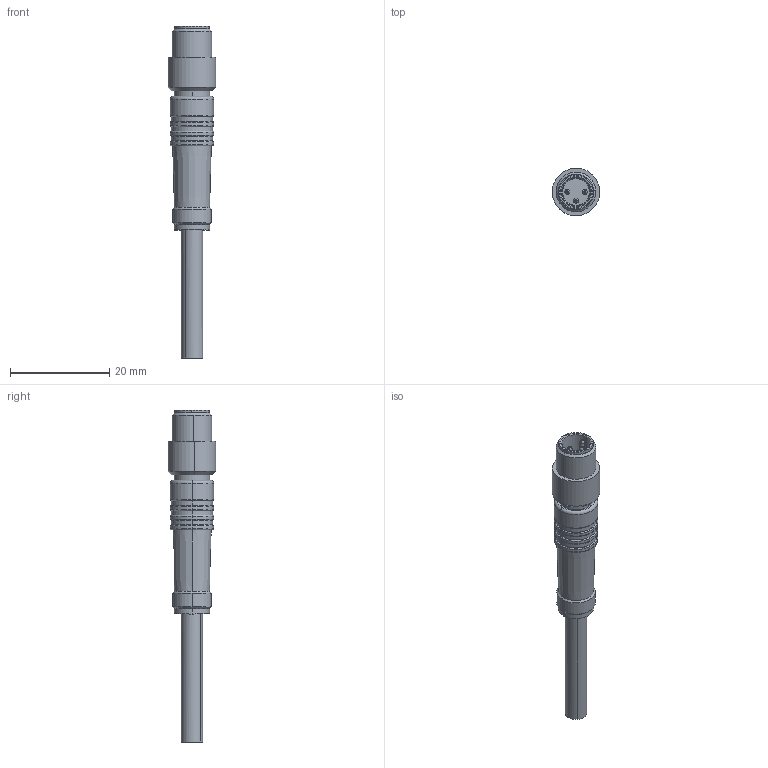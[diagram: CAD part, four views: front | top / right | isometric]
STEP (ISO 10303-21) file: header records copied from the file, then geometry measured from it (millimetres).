
FILE_DESCRIPTION(('STEP AP242'),'1');
FILE_NAME('connector_xzcp2737l05.stp','2021-06-14T05:04:17',('TraceParts'),('TraceParts S.A.'),'Spatial InterOp 3D',' ',' ');
FILE_SCHEMA(('AP242_MANAGED_MODEL_BASED_3D_ENGINEERING_MIM_LF {1 0 10303 442 1 1 4}'));
Length unit declared in the file: millimetre
Products named in the file (1): connector_xzcp2737l05
Bounding box: 9.57 x 9.57 x 67 mm (x, y, z)
Volume: 2419.3 mm3; surface area: 1750.9 mm2
Topology: 1 solids, 1 shells, 140 faces, 335 edges, 212 vertices
Faces by surface type: cylinder 66, plane 28, torus 22, cone 16, revolution 4, bspline 4
Entity records: 5614 total; most frequent: CARTESIAN_POINT 1265, DIRECTION 681, ORIENTED_EDGE 670, EDGE_CURVE 335, AXIS2_PLACEMENT_3D 289, VERTEX_POINT 212, EDGE_LOOP 155, CIRCLE 150
